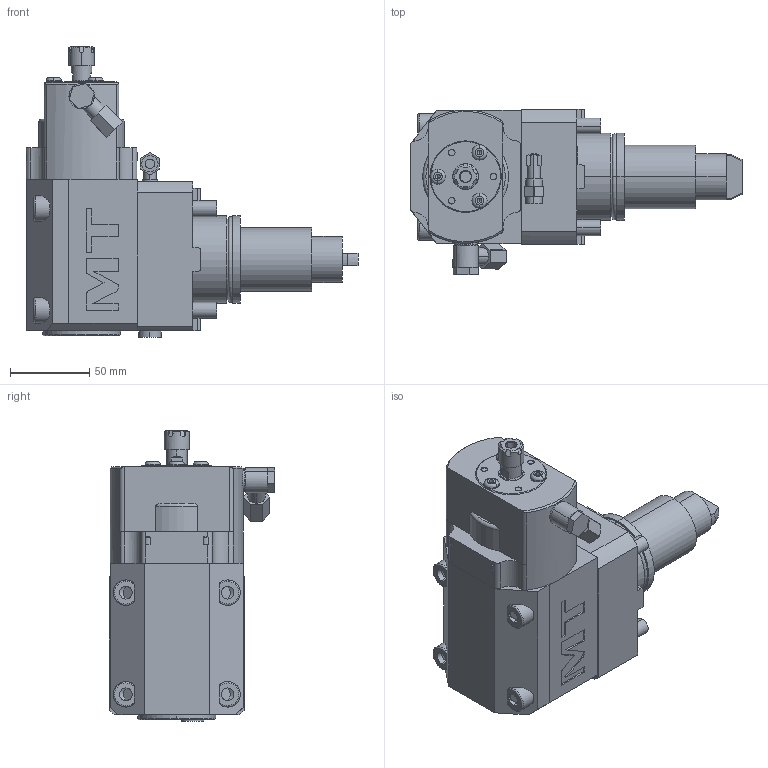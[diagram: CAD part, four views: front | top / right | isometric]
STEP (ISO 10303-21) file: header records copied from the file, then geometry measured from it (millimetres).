
FILE_DESCRIPTION((''),'2;1');
FILE_NAME('DWO0190311_CONF','2023-04-07T16:24:27',('gvalli'),('M.T. srl'),'CREO PARAMETRIC BY PTC INC, 2021072','CREO PARAMETRIC BY PTC INC, 2021072','');
FILE_SCHEMA(('CONFIG_CONTROL_DESIGN'));
Length unit declared in the file: millimetre
Products named in the file (1): DWO0190311_CONF
Bounding box: 209 x 104.2 x 183 mm (x, y, z)
Volume: 1223045 mm3; surface area: 90449.8 mm2
Topology: 1 solids, 1 shells, 421 faces, 1062 edges, 687 vertices
Faces by surface type: plane 234, cylinder 127, cone 34, torus 22, extrusion 4
Entity records: 14040 total; most frequent: CARTESIAN_POINT 3764, DIRECTION 2154, ORIENTED_EDGE 2112, EDGE_CURVE 1056, AXIS2_PLACEMENT_3D 777, VERTEX_POINT 687, VECTOR 600, LINE 596
